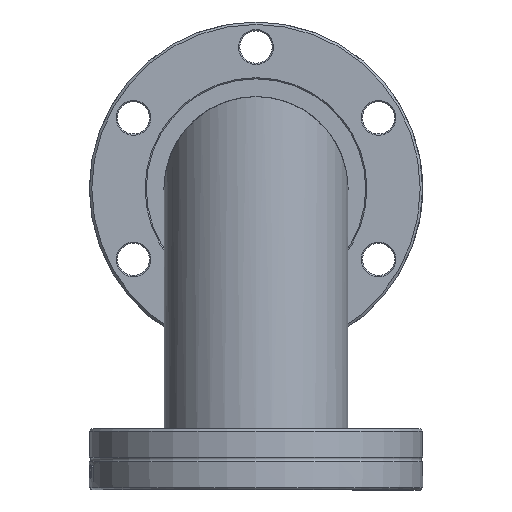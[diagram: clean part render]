
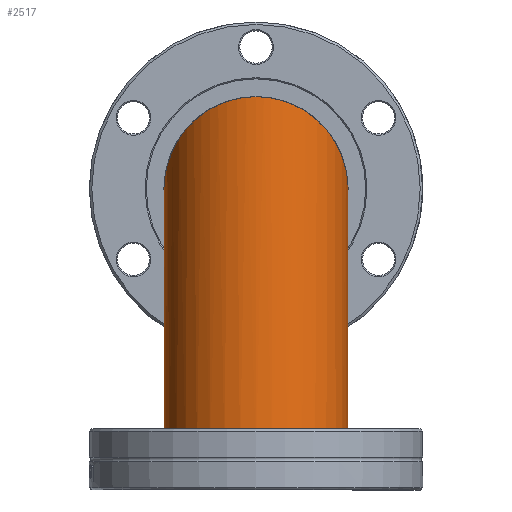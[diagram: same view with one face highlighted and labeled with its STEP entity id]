
A CAD part, front view. The second image highlights one B-rep face of the part: STEP entity #2517.
In plain terms, the highlighted cylindrical face has radius 19.05 mm (diameter 38.1 mm), a full revolution.
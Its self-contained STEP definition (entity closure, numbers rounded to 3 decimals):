
#114=ELLIPSE('',#2837,26.941,19.05);
#115=ELLIPSE('',#2838,26.941,19.05);
#233=CYLINDRICAL_SURFACE('',#2842,19.05);
#445=FACE_OUTER_BOUND('',#606,.T.);
#606=EDGE_LOOP('',(#2358,#2359,#2360,#2361,#2362));
#751=LINE('',#5975,#894);
#894=VECTOR('',#3465,19.05);
#1002=CIRCLE('',#2843,19.05);
#1247=VERTEX_POINT('',#5962);
#1248=VERTEX_POINT('',#5963);
#1251=VERTEX_POINT('',#5973);
#1616=EDGE_CURVE('',#1247,#1248,#114,.T.);
#1617=EDGE_CURVE('',#1248,#1247,#115,.T.);
#1621=EDGE_CURVE('',#1251,#1251,#1002,.T.);
#1622=EDGE_CURVE('',#1251,#1248,#751,.T.);
#2358=ORIENTED_EDGE('',*,*,#1621,.F.);
#2359=ORIENTED_EDGE('',*,*,#1622,.T.);
#2360=ORIENTED_EDGE('',*,*,#1617,.T.);
#2361=ORIENTED_EDGE('',*,*,#1616,.T.);
#2362=ORIENTED_EDGE('',*,*,#1622,.F.);
#2517=ADVANCED_FACE('',(#445),#233,.T.);
#2837=AXIS2_PLACEMENT_3D('',#5964,#3450,#3451);
#2838=AXIS2_PLACEMENT_3D('',#5965,#3452,#3453);
#2842=AXIS2_PLACEMENT_3D('',#5972,#3461,#3462);
#2843=AXIS2_PLACEMENT_3D('',#5974,#3463,#3464);
#3450=DIRECTION('center_axis',(0.707,0.,0.707));
#3451=DIRECTION('ref_axis',(-0.707,0.,0.707));
#3452=DIRECTION('center_axis',(0.707,0.,0.707));
#3453=DIRECTION('ref_axis',(-0.707,0.,0.707));
#3461=DIRECTION('center_axis',(0.,0.,1.));
#3462=DIRECTION('ref_axis',(-1.,0.,0.));
#3463=DIRECTION('center_axis',(0.,0.,1.));
#3464=DIRECTION('ref_axis',(-1.,0.,0.));
#3465=DIRECTION('',(0.,0.,-1.));
#5962=CARTESIAN_POINT('',(-19.05,0.,38.1));
#5963=CARTESIAN_POINT('',(19.05,0.,0.));
#5964=CARTESIAN_POINT('Origin',(0.,0.,19.05));
#5965=CARTESIAN_POINT('Origin',(0.,0.,19.05));
#5972=CARTESIAN_POINT('Origin',(0.,0.,0.));
#5973=CARTESIAN_POINT('',(19.05,0.,76.25));
#5974=CARTESIAN_POINT('Origin',(0.,0.,76.25));
#5975=CARTESIAN_POINT('',(19.05,0.,0.));
